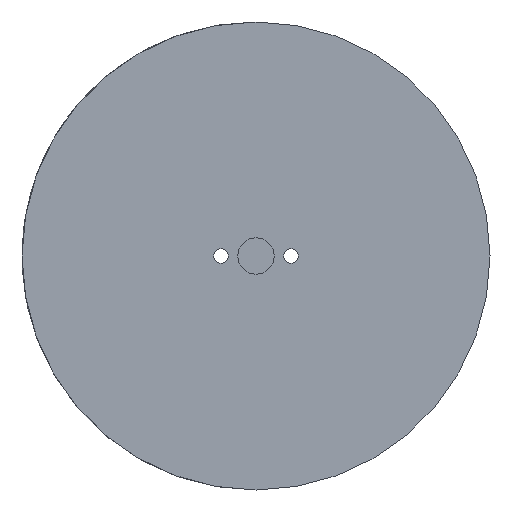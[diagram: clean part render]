
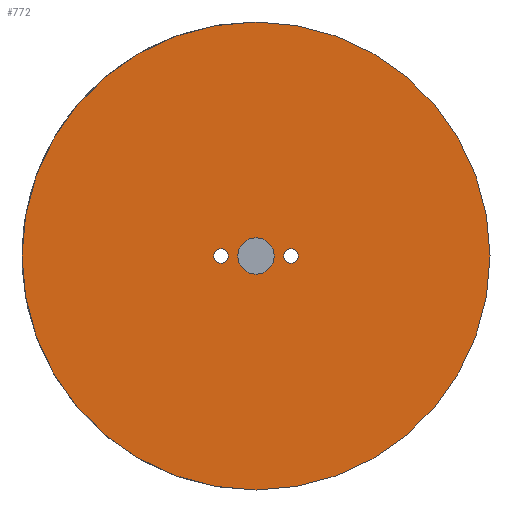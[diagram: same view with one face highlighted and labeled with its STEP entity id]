
A CAD part, front view. The second image highlights one B-rep face of the part: STEP entity #772.
In plain terms, the highlighted planar face has unit normal (0, -1, 0).
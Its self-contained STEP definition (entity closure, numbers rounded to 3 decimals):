
#72 = AXIS2_PLACEMENT_3D ( 'NONE', #911, #636, #412 ) ;
#86 = EDGE_LOOP ( 'NONE', ( #1556, #697 ) ) ;
#122 = AXIS2_PLACEMENT_3D ( 'NONE', #382, #3422, #366 ) ;
#186 = CIRCLE ( 'NONE', #647, 3.75 ) ;
#190 = DIRECTION ( 'NONE',  ( 0., 1., 0. ) ) ;
#301 = DIRECTION ( 'NONE',  ( 0., 0., -1. ) ) ;
#326 = CARTESIAN_POINT ( 'NONE',  ( -7.25, 0., -1.5 ) ) ;
#335 = ORIENTED_EDGE ( 'NONE', *, *, #3192, .F. ) ;
#366 = DIRECTION ( 'NONE',  ( 0., 0., 1. ) ) ;
#372 = CIRCLE ( 'NONE', #72, 1.5 ) ;
#382 = CARTESIAN_POINT ( 'NONE',  ( 7.25, 0., 0. ) ) ;
#412 = DIRECTION ( 'NONE',  ( 0., 0., 1. ) ) ;
#479 = DIRECTION ( 'NONE',  ( 0., 1., 0. ) ) ;
#519 = ORIENTED_EDGE ( 'NONE', *, *, #2797, .T. ) ;
#618 = DIRECTION ( 'NONE',  ( 0., 0., 1. ) ) ;
#636 = DIRECTION ( 'NONE',  ( 0., 1., 0. ) ) ;
#647 = AXIS2_PLACEMENT_3D ( 'NONE', #1129, #2801, #301 ) ;
#683 = EDGE_CURVE ( 'NONE', #3175, #2093, #2928, .T. ) ;
#697 = ORIENTED_EDGE ( 'NONE', *, *, #1913, .F. ) ;
#772 = ADVANCED_FACE ( 'NONE', ( #2451, #1344, #3287, #1126 ), #3270, .F. ) ;
#786 = DIRECTION ( 'NONE',  ( 0., 0., 1. ) ) ;
#845 = CARTESIAN_POINT ( 'NONE',  ( 0., 0., 0. ) ) ;
#864 = ORIENTED_EDGE ( 'NONE', *, *, #1240, .T. ) ;
#911 = CARTESIAN_POINT ( 'NONE',  ( -7.25, 0., 0. ) ) ;
#939 = CARTESIAN_POINT ( 'NONE',  ( 7.25, 0., 1.5 ) ) ;
#947 = EDGE_CURVE ( 'NONE', #1649, #1390, #2398, .T. ) ;
#1026 = DIRECTION ( 'NONE',  ( 0., 0., 1. ) ) ;
#1033 = CARTESIAN_POINT ( 'NONE',  ( 0., 0., 3.75 ) ) ;
#1056 = CARTESIAN_POINT ( 'NONE',  ( 0., 0., 0. ) ) ;
#1126 = FACE_BOUND ( 'NONE', #2177, .T. ) ;
#1129 = CARTESIAN_POINT ( 'NONE',  ( 0., 0., 0. ) ) ;
#1192 = CARTESIAN_POINT ( 'NONE',  ( 7.25, 0., -1.5 ) ) ;
#1202 = CARTESIAN_POINT ( 'NONE',  ( 0., 0., 48.5 ) ) ;
#1212 = CIRCLE ( 'NONE', #2312, 3.75 ) ;
#1240 = EDGE_CURVE ( 'NONE', #2093, #3175, #372, .T. ) ;
#1265 = CIRCLE ( 'NONE', #1329, 48.5 ) ;
#1284 = VERTEX_POINT ( 'NONE', #1033 ) ;
#1326 = CARTESIAN_POINT ( 'NONE',  ( 0., 0., 0. ) ) ;
#1329 = AXIS2_PLACEMENT_3D ( 'NONE', #2807, #1398, #618 ) ;
#1344 = FACE_OUTER_BOUND ( 'NONE', #1593, .T. ) ;
#1390 = VERTEX_POINT ( 'NONE', #2749 ) ;
#1398 = DIRECTION ( 'NONE',  ( 0., 1., 0. ) ) ;
#1556 = ORIENTED_EDGE ( 'NONE', *, *, #3492, .F. ) ;
#1593 = EDGE_LOOP ( 'NONE', ( #335, #1977 ) ) ;
#1607 = VERTEX_POINT ( 'NONE', #939 ) ;
#1649 = VERTEX_POINT ( 'NONE', #1202 ) ;
#1763 = CIRCLE ( 'NONE', #122, 1.5 ) ;
#1772 = AXIS2_PLACEMENT_3D ( 'NONE', #2129, #3515, #1026 ) ;
#1860 = CARTESIAN_POINT ( 'NONE',  ( -7.25, 0., 1.5 ) ) ;
#1912 = AXIS2_PLACEMENT_3D ( 'NONE', #2975, #190, #2720 ) ;
#1913 = EDGE_CURVE ( 'NONE', #1284, #2319, #186, .T. ) ;
#1977 = ORIENTED_EDGE ( 'NONE', *, *, #947, .F. ) ;
#2093 = VERTEX_POINT ( 'NONE', #1860 ) ;
#2121 = ORIENTED_EDGE ( 'NONE', *, *, #2127, .T. ) ;
#2127 = EDGE_CURVE ( 'NONE', #1607, #2233, #1763, .T. ) ;
#2129 = CARTESIAN_POINT ( 'NONE',  ( -7.25, 0., 0. ) ) ;
#2177 = EDGE_LOOP ( 'NONE', ( #519, #2121 ) ) ;
#2233 = VERTEX_POINT ( 'NONE', #1192 ) ;
#2312 = AXIS2_PLACEMENT_3D ( 'NONE', #845, #3548, #2703 ) ;
#2319 = VERTEX_POINT ( 'NONE', #3190 ) ;
#2398 = CIRCLE ( 'NONE', #2466, 48.5 ) ;
#2431 = DIRECTION ( 'NONE',  ( 0., 1., 0. ) ) ;
#2451 = FACE_BOUND ( 'NONE', #86, .T. ) ;
#2466 = AXIS2_PLACEMENT_3D ( 'NONE', #1056, #479, #786 ) ;
#2703 = DIRECTION ( 'NONE',  ( 0., 0., -1. ) ) ;
#2720 = DIRECTION ( 'NONE',  ( 0., 0., 1. ) ) ;
#2749 = CARTESIAN_POINT ( 'NONE',  ( 0., 0., -48.5 ) ) ;
#2773 = EDGE_LOOP ( 'NONE', ( #2892, #864 ) ) ;
#2797 = EDGE_CURVE ( 'NONE', #2233, #1607, #2923, .T. ) ;
#2801 = DIRECTION ( 'NONE',  ( 0., -1., 0. ) ) ;
#2807 = CARTESIAN_POINT ( 'NONE',  ( 0., 0., 0. ) ) ;
#2892 = ORIENTED_EDGE ( 'NONE', *, *, #683, .T. ) ;
#2923 = CIRCLE ( 'NONE', #1912, 1.5 ) ;
#2928 = CIRCLE ( 'NONE', #1772, 1.5 ) ;
#2975 = CARTESIAN_POINT ( 'NONE',  ( 7.25, 0., 0. ) ) ;
#3020 = DIRECTION ( 'NONE',  ( 0., 0., 1. ) ) ;
#3175 = VERTEX_POINT ( 'NONE', #326 ) ;
#3190 = CARTESIAN_POINT ( 'NONE',  ( 0., 0., -3.75 ) ) ;
#3192 = EDGE_CURVE ( 'NONE', #1390, #1649, #1265, .T. ) ;
#3270 = PLANE ( 'NONE',  #3490 ) ;
#3287 = FACE_BOUND ( 'NONE', #2773, .T. ) ;
#3422 = DIRECTION ( 'NONE',  ( 0., 1., 0. ) ) ;
#3490 = AXIS2_PLACEMENT_3D ( 'NONE', #1326, #2431, #3020 ) ;
#3492 = EDGE_CURVE ( 'NONE', #2319, #1284, #1212, .T. ) ;
#3515 = DIRECTION ( 'NONE',  ( 0., 1., 0. ) ) ;
#3548 = DIRECTION ( 'NONE',  ( 0., -1., 0. ) ) ;
